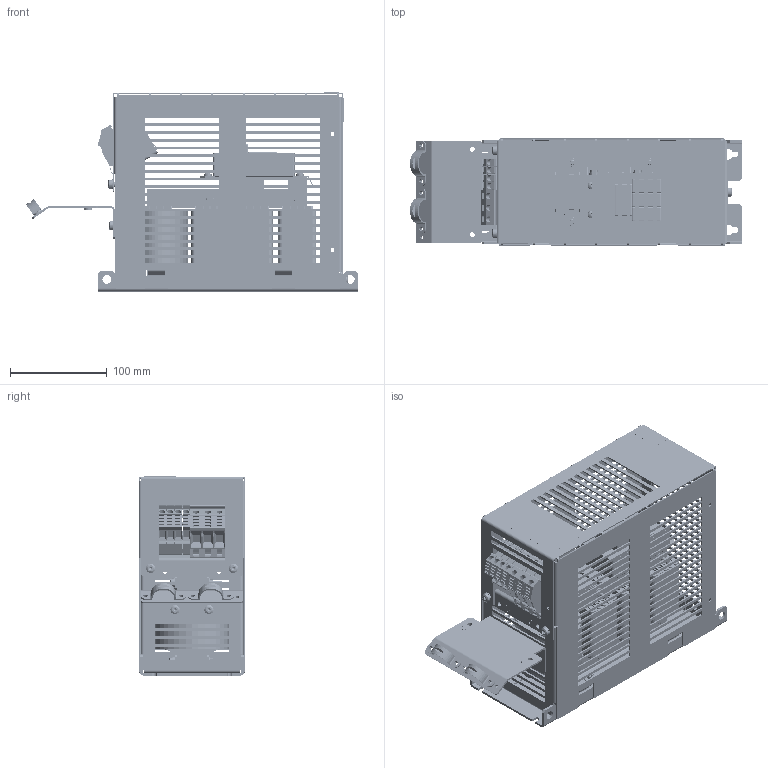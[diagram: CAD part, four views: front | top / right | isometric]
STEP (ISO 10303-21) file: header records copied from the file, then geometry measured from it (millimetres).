
FILE_DESCRIPTION (( 'STEP AP214' ), '1' );
FILE_NAME ('200129 6A STEP.STEP', '2020-01-29T11:37:44', ( '' ), ( '' ), 'SwSTEP 2.0', 'SolidWorks 2018', '' );
FILE_SCHEMA (( 'AUTOMOTIVE_DESIGN' ));
Length unit declared in the file: millimetre
Products named in the file (44): 128826; Teil3^133466; 131313; 131374; 133466_IP00; 200129 6A STEP; 129154; 129002; Sperrzahnmutter M5 8 vz ISO 4161_Sperrzahnmutter M5 8 vz ISO 4161; 133498; Tx-Schraube M5x8 ISO 14583 4.8 vz_Tx-Schraube M5x8 ISO 14583 4.8 vz; 129380; Teil1^133466; 128825; 131424; 129174; 128824; 128865; Teil2^133466; Mutter M5 5 vz ISO 4032_Mutter M5 5 vz ISO 4032; Kreuzschraube M4x4 ISO 14581  4.8 vz_Kreuzschraube M4x4 ISO 14581  4.8 vz; 141398; 128855; 128837; Mutter M4 6 vz ISO 4032_Mutter M4 6 vz ISO 4032; U-Scheibe M5 DIN125 140 HV vz_U-Scheibe M5 DIN125 140 HV vz; Tx-Schraube M4x50 ISO 14583 4.8 vz_Tx-Schraube M4x50 ISO 14583 4.8 vz; U-Scheibe M4 DIN125 140 HV vz_U-Scheibe M4 DIN125 140 HV vz; 88385; 134207; 131312; 128844; 128839; 128802; 128554; PEM Bolzen FH M5x12 10.9 vz_PEM Bolzen FH M5x12 10.9 vz; 128798; 141407; 131423; Tx-Schraube M4x40 ISO 14583 8.8 vz_Tx-Schraube M4x40 ISO 14583 8.8 vz ...
Assembly tree (117 placements, depth 4):
  200129 6A STEP
    133498
      131312
        131313
        PEM Bolzen FH M5x12 10.9 vz_PEM Bolzen FH M5x12 10.9 vz  x6
      131423
        131424
        169461
      128865
        128798  x2
        128802  x6
        128824
        128844  x6
        128825
        128826
        128839  x2
        128837
        88385  x8
        128855  x4
        134207
        U-Scheibe M4 DIN125 140 HV vz_U-Scheibe M4 DIN125 140 HV vz  x8
        Tx-Schraube M4x40 ISO 14583 8.8 vz_Tx-Schraube M4x40 ISO 14583 8.8 vz  x3
        Tx-Schraube M4x50 ISO 14583 4.8 vz_Tx-Schraube M4x50 ISO 14583 4.8 vz  x5
        U-Scheibe M5 DIN125 140 HV vz_U-Scheibe M5 DIN125 140 HV vz  x8
        Mutter M4 6 vz ISO 4032_Mutter M4 6 vz ISO 4032  x5
      133466_IP00
        129154
        129174
        128554
        129174
        129174
        Teil1^133466
        Teil2^133466
        Teil3^133466
      Kreuzschraube M4x4 ISO 14581  4.8 vz_Kreuzschraube M4x4 ISO 14581  4.8 vz  x4
      U-Scheibe M5 DIN 9021 140 HV vz_U-Scheibe M5 DIN 9021 140 HV vz  x4
      Sperrzahnmutter M5 8 vz ISO 4161_Sperrzahnmutter M5 8 vz ISO 4161  x2
      Tx-Schraube M5x8 ISO 14583 4.8 vz_Tx-Schraube M5x8 ISO 14583 4.8 vz  x2
      129380  x2
      141398  x3
      141407  x4
      129002
      Mutter M5 5 vz ISO 4032_Mutter M5 5 vz ISO 4032  x4
    131374
    U-Scheibe M5 DIN125 140 HV vz_U-Scheibe M5 DIN125 140 HV vz  x3
    Tx-Schraube M5x8 ISO 14583 4.8 vz_Tx-Schraube M5x8 ISO 14583 4.8 vz  x3
Bounding box: 342.27 x 110 x 205.2 mm (x, y, z)
Volume: 1036676.2 mm3; surface area: 884525.9 mm2
Topology: 110 solids, 118 shells, 9159 faces, 24172 edges, 15529 vertices
Faces by surface type: plane 5623, cylinder 2372, bspline 632, cone 398, torus 84, sphere 50
Entity records: 120883 total; most frequent: CARTESIAN_POINT 25588, ORIENTED_EDGE 19482, DIRECTION 18183, EDGE_CURVE 9741, VECTOR 6973, LINE 6973, VERTEX_POINT 6232, AXIS2_PLACEMENT_3D 5605
